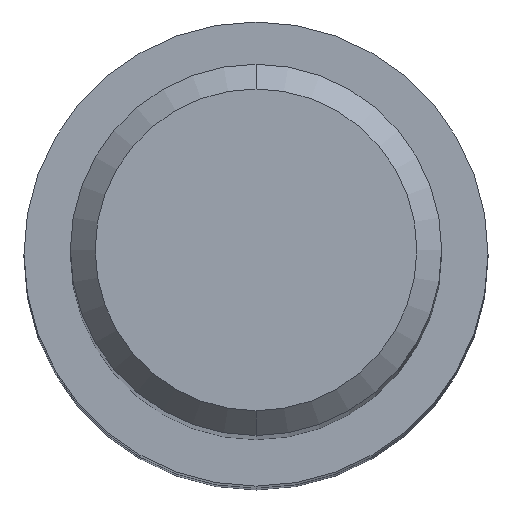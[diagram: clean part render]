
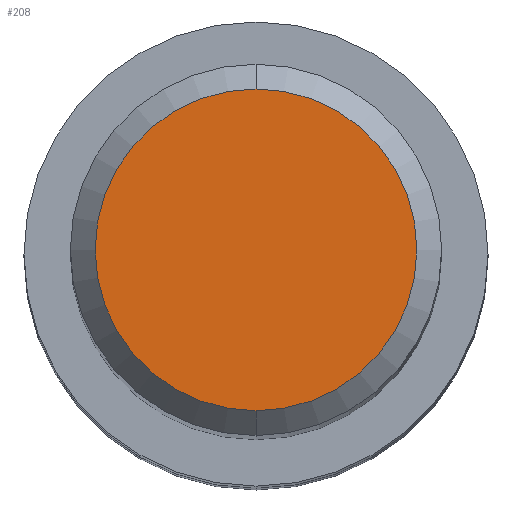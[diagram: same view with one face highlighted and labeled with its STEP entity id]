
A CAD part, top view. The second image highlights one B-rep face of the part: STEP entity #208.
In plain terms, the highlighted planar face has unit normal (0, 0, 1).
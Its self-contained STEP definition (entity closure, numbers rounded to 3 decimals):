
#188=EDGE_CURVE('',#190,#384,#483,.T.);
#190=VERTEX_POINT('',#485);
#208=ADVANCED_FACE('',(#503),#504,.T.);
#320=EDGE_CURVE('',#384,#190,#625,.T.);
#384=VERTEX_POINT('',#697);
#483=CIRCLE('',#835,2.6);
#485=CARTESIAN_POINT('',(0.,-2.6,0.0));
#503=FACE_OUTER_BOUND('',#884,.T.);
#504=PLANE('',#885);
#625=CIRCLE('',#1116,2.6);
#697=CARTESIAN_POINT('',(0.0,2.6,0.0));
#835=AXIS2_PLACEMENT_3D('',#1412,#1413,#1414);
#884=EDGE_LOOP('',(#1421,#1422));
#885=AXIS2_PLACEMENT_3D('',#1423,#1424,#1425);
#1116=AXIS2_PLACEMENT_3D('',#1550,#1551,#1552);
#1412=CARTESIAN_POINT('',(0.0,0.0,0.0));
#1413=DIRECTION('',(0.0,0.0,-1.0));
#1414=DIRECTION('',(0.0,1.0,0.0));
#1421=ORIENTED_EDGE('',*,*,#320,.F.);
#1422=ORIENTED_EDGE('',*,*,#188,.F.);
#1423=CARTESIAN_POINT('',(0.0,1.3,0.0));
#1424=DIRECTION('',(-0.0,0.0,1.0));
#1425=DIRECTION('',(0.0,-1.0,0.0));
#1550=CARTESIAN_POINT('',(0.0,0.0,0.0));
#1551=DIRECTION('',(0.0,0.0,-1.0));
#1552=DIRECTION('',(0.0,1.0,0.0));
